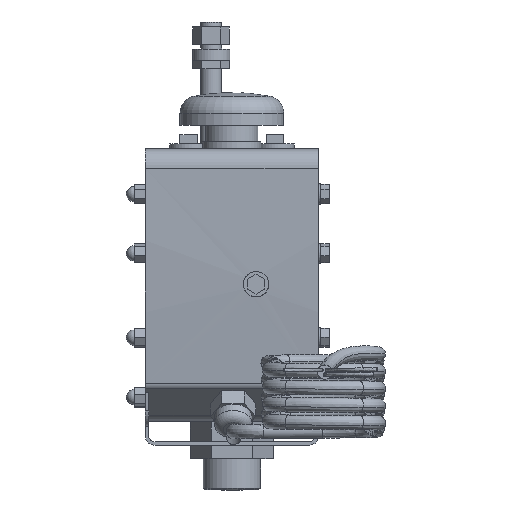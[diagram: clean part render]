
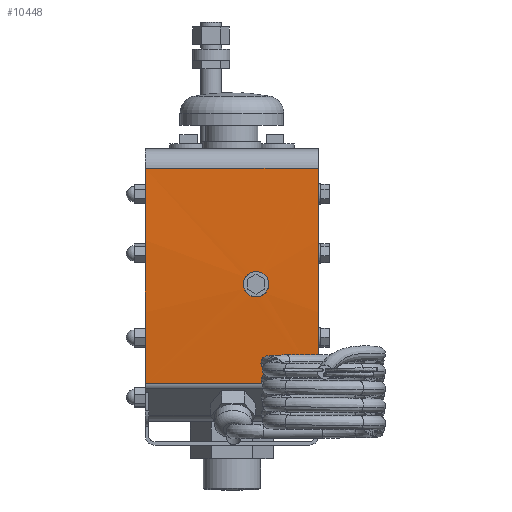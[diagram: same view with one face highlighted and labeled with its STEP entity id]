
A CAD part, left-side view. The second image highlights one B-rep face of the part: STEP entity #10448.
In plain terms, the highlighted cylindrical face has radius 1000.87 mm (diameter 2001.75 mm), a partial arc.
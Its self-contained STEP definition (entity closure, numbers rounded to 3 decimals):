
#358=B_SPLINE_CURVE_WITH_KNOTS('',3,(#16058,#16059,#16060,#16061,#16062,
#16063,#16064,#16065,#16066,#16067,#16068,#16069,#16070,#16071,#16072,#16073,
#16074,#16075,#16076,#16077,#16078,#16079,#16080,#16081,#16082,#16083,#16084,
#16085,#16086,#16087,#16088,#16089,#16090,#16091,#16092),.UNSPECIFIED.,
 .F.,.F.,(4,2,2,2,2,2,2,2,3,2,2,2,2,2,2,2,4),(2.387,2.498,
2.775,3.053,3.331,3.609,3.887,
4.164,4.441,4.719,4.996,5.274,
5.552,5.83,6.107,6.385,6.496),
 .UNSPECIFIED.);
#1452=LINE('',#16095,#2361);
#1893=LINE('',#17199,#2802);
#1894=LINE('',#17201,#2803);
#2361=VECTOR('',#12009,3.389);
#2802=VECTOR('',#13032,100.);
#2803=VECTOR('',#13033,100.);
#3242=CYLINDRICAL_SURFACE('',#11054,1000.873);
#3354=FACE_BOUND('',#4497,.T.);
#3831=FACE_OUTER_BOUND('',#4496,.T.);
#4496=EDGE_LOOP('',(#9257,#9258,#9259,#9260));
#4497=EDGE_LOOP('',(#9261,#9262));
#4684=CIRCLE('',#10745,1000.873);
#4753=CIRCLE('',#11055,1000.873);
#5266=VERTEX_POINT('',#16020);
#5267=VERTEX_POINT('',#16022);
#5281=VERTEX_POINT('',#16056);
#5282=VERTEX_POINT('',#16057);
#5633=VERTEX_POINT('',#17198);
#5634=VERTEX_POINT('',#17200);
#6392=EDGE_CURVE('',#5266,#5267,#4684,.T.);
#6407=EDGE_CURVE('',#5281,#5282,#358,.T.);
#6409=EDGE_CURVE('',#5282,#5281,#1452,.T.);
#6913=EDGE_CURVE('',#5633,#5267,#1893,.T.);
#6914=EDGE_CURVE('',#5266,#5634,#1894,.T.);
#6915=EDGE_CURVE('',#5634,#5633,#4753,.T.);
#9257=ORIENTED_EDGE('',*,*,#6913,.T.);
#9258=ORIENTED_EDGE('',*,*,#6392,.F.);
#9259=ORIENTED_EDGE('',*,*,#6914,.T.);
#9260=ORIENTED_EDGE('',*,*,#6915,.T.);
#9261=ORIENTED_EDGE('',*,*,#6407,.T.);
#9262=ORIENTED_EDGE('',*,*,#6409,.T.);
#10448=ADVANCED_FACE('',(#3831,#3354),#3242,.T.);
#10745=AXIS2_PLACEMENT_3D('',#16023,#11968,#11969);
#11054=AXIS2_PLACEMENT_3D('',#17197,#13030,#13031);
#11055=AXIS2_PLACEMENT_3D('',#17202,#13034,#13035);
#11968=DIRECTION('center_axis',(0.,0.,1.));
#11969=DIRECTION('ref_axis',(-0.01,-1.,0.));
#12009=DIRECTION('',(0.,0.,1.));
#13030=DIRECTION('center_axis',(0.,0.,1.));
#13031=DIRECTION('ref_axis',(-0.01,-1.,0.));
#13032=DIRECTION('',(0.,0.,1.));
#13033=DIRECTION('',(0.,0.,-1.));
#13034=DIRECTION('center_axis',(0.,0.,1.));
#13035=DIRECTION('ref_axis',(-0.01,-1.,0.));
#16020=CARTESIAN_POINT('',(-7.965,74.213,2.));
#16022=CARTESIAN_POINT('',(-132.673,67.619,2.));
#16023=CARTESIAN_POINT('Origin',(-17.574,-926.613,2.));
#16056=CARTESIAN_POINT('',(-67.768,73.,-32.305));
#16057=CARTESIAN_POINT('',(-67.768,73.,-35.695));
#16058=CARTESIAN_POINT('Ctrl Pts',(-67.768,73.,-32.305));
#16059=CARTESIAN_POINT('Ctrl Pts',(-67.859,72.995,-31.924));
#16060=CARTESIAN_POINT('Ctrl Pts',(-67.98,72.989,-31.547));
#16061=CARTESIAN_POINT('Ctrl Pts',(-68.507,72.963,-30.276));
#16062=CARTESIAN_POINT('Ctrl Pts',(-69.073,72.934,-29.448));
#16063=CARTESIAN_POINT('Ctrl Pts',(-70.38,72.866,-28.141));
#16064=CARTESIAN_POINT('Ctrl Pts',(-71.208,72.822,-27.573));
#16065=CARTESIAN_POINT('Ctrl Pts',(-73.023,72.723,-26.822));
#16066=CARTESIAN_POINT('Ctrl Pts',(-74.009,72.668,-26.637));
#16067=CARTESIAN_POINT('Ctrl Pts',(-75.859,72.561,-26.637));
#16068=CARTESIAN_POINT('Ctrl Pts',(-76.845,72.503,-26.822));
#16069=CARTESIAN_POINT('Ctrl Pts',(-78.66,72.394,-27.574));
#16070=CARTESIAN_POINT('Ctrl Pts',(-79.488,72.343,-28.141));
#16071=CARTESIAN_POINT('Ctrl Pts',(-80.795,72.261,-29.449));
#16072=CARTESIAN_POINT('Ctrl Pts',(-81.361,72.225,-30.276));
#16073=CARTESIAN_POINT('Ctrl Pts',(-82.112,72.177,-32.09));
#16074=CARTESIAN_POINT('Ctrl Pts',(-82.297,72.165,-33.076));
#16075=CARTESIAN_POINT('Ctrl Pts',(-82.297,72.165,-34.));
#16076=CARTESIAN_POINT('Ctrl Pts',(-82.297,72.165,-34.924));
#16077=CARTESIAN_POINT('Ctrl Pts',(-82.112,72.177,-35.91));
#16078=CARTESIAN_POINT('Ctrl Pts',(-81.361,72.225,-37.724));
#16079=CARTESIAN_POINT('Ctrl Pts',(-80.795,72.261,-38.551));
#16080=CARTESIAN_POINT('Ctrl Pts',(-79.488,72.343,-39.859));
#16081=CARTESIAN_POINT('Ctrl Pts',(-78.66,72.394,-40.426));
#16082=CARTESIAN_POINT('Ctrl Pts',(-76.845,72.503,-41.178));
#16083=CARTESIAN_POINT('Ctrl Pts',(-75.859,72.561,-41.363));
#16084=CARTESIAN_POINT('Ctrl Pts',(-74.009,72.668,-41.363));
#16085=CARTESIAN_POINT('Ctrl Pts',(-73.023,72.723,-41.178));
#16086=CARTESIAN_POINT('Ctrl Pts',(-71.208,72.822,-40.427));
#16087=CARTESIAN_POINT('Ctrl Pts',(-70.38,72.866,-39.859));
#16088=CARTESIAN_POINT('Ctrl Pts',(-69.073,72.934,-38.552));
#16089=CARTESIAN_POINT('Ctrl Pts',(-68.507,72.963,-37.724));
#16090=CARTESIAN_POINT('Ctrl Pts',(-67.98,72.989,-36.453));
#16091=CARTESIAN_POINT('Ctrl Pts',(-67.859,72.995,-36.076));
#16092=CARTESIAN_POINT('Ctrl Pts',(-67.768,73.,-35.695));
#16095=CARTESIAN_POINT('',(-67.768,73.,0.));
#17197=CARTESIAN_POINT('Origin',(-17.574,-926.613,0.));
#17198=CARTESIAN_POINT('',(-132.673,67.619,-98.));
#17199=CARTESIAN_POINT('',(-132.673,67.619,0.));
#17200=CARTESIAN_POINT('',(-7.965,74.213,-98.));
#17201=CARTESIAN_POINT('',(-7.965,74.213,0.));
#17202=CARTESIAN_POINT('Origin',(-17.574,-926.613,-98.));
